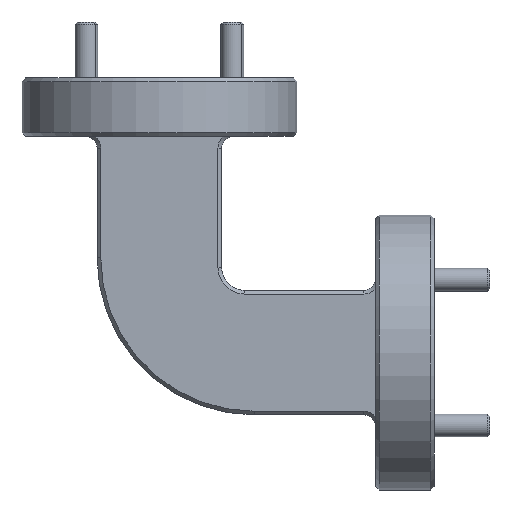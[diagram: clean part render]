
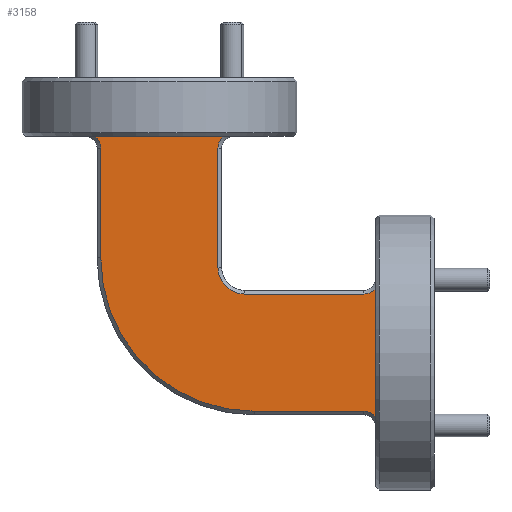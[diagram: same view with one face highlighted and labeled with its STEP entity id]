
A CAD part, front view. The second image highlights one B-rep face of the part: STEP entity #3158.
In plain terms, the highlighted planar face has unit normal (0, -1, 0).
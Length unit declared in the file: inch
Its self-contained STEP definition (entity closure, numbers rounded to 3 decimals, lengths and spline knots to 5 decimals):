
#87 = VERTEX_POINT ( 'NONE', #13607 ) ;
#123 = CARTESIAN_POINT ( 'NONE',  ( -0.92, -0.175, 0.59 ) ) ;
#390 = VECTOR ( 'NONE', #3577, 39.37008 ) ;
#1171 = DIRECTION ( 'NONE',  ( -1., 0., 0. ) ) ;
#1306 = AXIS2_PLACEMENT_3D ( 'NONE', #5533, #7645, #10301 ) ;
#1757 = LINE ( 'NONE', #3866, #3847 ) ;
#1947 = EDGE_CURVE ( 'NONE', #3702, #14484, #8556, .T. ) ;
#1983 = CARTESIAN_POINT ( 'NONE',  ( -0.59, -0.175, 0.558 ) ) ;
#2011 = VERTEX_POINT ( 'NONE', #2497 ) ;
#2270 = DIRECTION ( 'NONE',  ( 0., 1., 0. ) ) ;
#2326 = DIRECTION ( 'NONE',  ( -1., 0., 0. ) ) ;
#2482 = CARTESIAN_POINT ( 'NONE',  ( -0.16, -0.175, 0.17 ) ) ;
#2497 = CARTESIAN_POINT ( 'NONE',  ( -0.16, -0.175, -0.1748 ) ) ;
#2558 = VERTEX_POINT ( 'NONE', #8728 ) ;
#2678 = VERTEX_POINT ( 'NONE', #1983 ) ;
#2744 = VECTOR ( 'NONE', #11395, 39.37008 ) ;
#2795 = CIRCLE ( 'NONE', #9787, 0.042 ) ;
#2809 = DIRECTION ( 'NONE',  ( 1., 0., 0. ) ) ;
#2844 = CARTESIAN_POINT ( 'NONE',  ( -0.91, -0.175, 0.2585 ) ) ;
#2845 = CARTESIAN_POINT ( 'NONE',  ( -0.9248, -0.175, 0.59 ) ) ;
#2914 = AXIS2_PLACEMENT_3D ( 'NONE', #5954, #2270, #1171 ) ;
#3092 = VERTEX_POINT ( 'NONE', #11646 ) ;
#3158 = ADVANCED_FACE ( 'NONE', ( #14290 ), #9691, .F. ) ;
#3164 = ORIENTED_EDGE ( 'NONE', *, *, #14741, .T. ) ;
#3274 = DIRECTION ( 'NONE',  ( 0., -1., 0. ) ) ;
#3330 = ORIENTED_EDGE ( 'NONE', *, *, #4864, .T. ) ;
#3503 = CIRCLE ( 'NONE', #3728, 0.042 ) ;
#3577 = DIRECTION ( 'NONE',  ( -1., 0., 0. ) ) ;
#3651 = EDGE_CURVE ( 'NONE', #2558, #11411, #4765, .T. ) ;
#3702 = VERTEX_POINT ( 'NONE', #2844 ) ;
#3728 = AXIS2_PLACEMENT_3D ( 'NONE', #15433, #7167, #2326 ) ;
#3847 = VECTOR ( 'NONE', #12470, 39.37008 ) ;
#3866 = CARTESIAN_POINT ( 'NONE',  ( -0.59, -0.175, 0.75 ) ) ;
#3921 = CARTESIAN_POINT ( 'NONE',  ( -0.192, -0.175, 0.202 ) ) ;
#4134 = CARTESIAN_POINT ( 'NONE',  ( -0.16, -0.175, 0.1748 ) ) ;
#4137 = CIRCLE ( 'NONE', #7158, 0.042 ) ;
#4583 = DIRECTION ( 'NONE',  ( 0., 1., 0. ) ) ;
#4765 = LINE ( 'NONE', #123, #390 ) ;
#4820 = DIRECTION ( 'NONE',  ( -1., 0., 0. ) ) ;
#4864 = EDGE_CURVE ( 'NONE', #3092, #2678, #1757, .T. ) ;
#4890 = ORIENTED_EDGE ( 'NONE', *, *, #15116, .T. ) ;
#5027 = ORIENTED_EDGE ( 'NONE', *, *, #8437, .T. ) ;
#5263 = ORIENTED_EDGE ( 'NONE', *, *, #3651, .T. ) ;
#5533 = CARTESIAN_POINT ( 'NONE',  ( -0.5175, -0.175, 0.2325 ) ) ;
#5762 = LINE ( 'NONE', #10509, #10236 ) ;
#5918 = VERTEX_POINT ( 'NONE', #13826 ) ;
#5948 = CARTESIAN_POINT ( 'NONE',  ( -0.192, -0.175, -0.16 ) ) ;
#5954 = CARTESIAN_POINT ( 'NONE',  ( -0.75, -0.175, 0.75 ) ) ;
#6403 = LINE ( 'NONE', #7816, #2744 ) ;
#6546 = VERTEX_POINT ( 'NONE', #5948 ) ;
#6746 = CARTESIAN_POINT ( 'NONE',  ( -0.952, -0.175, 0.558 ) ) ;
#7025 = EDGE_CURVE ( 'NONE', #2678, #2558, #3503, .T. ) ;
#7158 = AXIS2_PLACEMENT_3D ( 'NONE', #6746, #13833, #11825 ) ;
#7167 = DIRECTION ( 'NONE',  ( 0., 1., 0. ) ) ;
#7393 = EDGE_LOOP ( 'NONE', ( #5263, #14666, #13230, #7876, #3164, #14533, #4890, #12471, #5027, #13318, #3330, #7597 ) ) ;
#7505 = CARTESIAN_POINT ( 'NONE',  ( -0.75, -0.175, -0.16 ) ) ;
#7597 = ORIENTED_EDGE ( 'NONE', *, *, #7025, .T. ) ;
#7645 = DIRECTION ( 'NONE',  ( 0., 1., 0. ) ) ;
#7816 = CARTESIAN_POINT ( 'NONE',  ( -0.91, -0.175, 0.75 ) ) ;
#7876 = ORIENTED_EDGE ( 'NONE', *, *, #1947, .T. ) ;
#8065 = DIRECTION ( 'NONE',  ( -1., 0., 0. ) ) ;
#8344 = CIRCLE ( 'NONE', #1306, 0.0725 ) ;
#8363 = CARTESIAN_POINT ( 'NONE',  ( -0.5175, -0.175, 0.16 ) ) ;
#8437 = EDGE_CURVE ( 'NONE', #87, #13711, #5762, .T. ) ;
#8556 = CIRCLE ( 'NONE', #15013, 0.4185 ) ;
#8712 = DIRECTION ( 'NONE',  ( 0., 1., 0. ) ) ;
#8728 = CARTESIAN_POINT ( 'NONE',  ( -0.5752, -0.175, 0.59 ) ) ;
#8817 = CIRCLE ( 'NONE', #12293, 0.042 ) ;
#8830 = EDGE_CURVE ( 'NONE', #5918, #3702, #6403, .T. ) ;
#9500 = VERTEX_POINT ( 'NONE', #4134 ) ;
#9691 = PLANE ( 'NONE',  #2914 ) ;
#9787 = AXIS2_PLACEMENT_3D ( 'NONE', #10510, #4583, #10669 ) ;
#9910 = EDGE_CURVE ( 'NONE', #13711, #3092, #8344, .T. ) ;
#10236 = VECTOR ( 'NONE', #15263, 39.37008 ) ;
#10301 = DIRECTION ( 'NONE',  ( -1., 0., 0. ) ) ;
#10410 = EDGE_CURVE ( 'NONE', #6546, #2011, #2795, .T. ) ;
#10509 = CARTESIAN_POINT ( 'NONE',  ( -0.75, -0.175, 0.16 ) ) ;
#10510 = CARTESIAN_POINT ( 'NONE',  ( -0.192, -0.175, -0.202 ) ) ;
#10669 = DIRECTION ( 'NONE',  ( -1., 0., 0. ) ) ;
#10904 = LINE ( 'NONE', #2482, #14619 ) ;
#11009 = LINE ( 'NONE', #7505, #13368 ) ;
#11395 = DIRECTION ( 'NONE',  ( 0., 0., -1. ) ) ;
#11401 = CARTESIAN_POINT ( 'NONE',  ( -0.4915, -0.175, 0.2585 ) ) ;
#11411 = VERTEX_POINT ( 'NONE', #2845 ) ;
#11580 = CARTESIAN_POINT ( 'NONE',  ( -0.4915, -0.175, -0.16 ) ) ;
#11646 = CARTESIAN_POINT ( 'NONE',  ( -0.59, -0.175, 0.2325 ) ) ;
#11798 = EDGE_CURVE ( 'NONE', #9500, #87, #8817, .T. ) ;
#11825 = DIRECTION ( 'NONE',  ( -1., 0., 0. ) ) ;
#12293 = AXIS2_PLACEMENT_3D ( 'NONE', #3921, #8712, #4820 ) ;
#12470 = DIRECTION ( 'NONE',  ( 0., 0., 1. ) ) ;
#12471 = ORIENTED_EDGE ( 'NONE', *, *, #11798, .T. ) ;
#13230 = ORIENTED_EDGE ( 'NONE', *, *, #8830, .T. ) ;
#13318 = ORIENTED_EDGE ( 'NONE', *, *, #9910, .T. ) ;
#13368 = VECTOR ( 'NONE', #2809, 39.37008 ) ;
#13607 = CARTESIAN_POINT ( 'NONE',  ( -0.192, -0.175, 0.16 ) ) ;
#13711 = VERTEX_POINT ( 'NONE', #8363 ) ;
#13826 = CARTESIAN_POINT ( 'NONE',  ( -0.91, -0.175, 0.558 ) ) ;
#13833 = DIRECTION ( 'NONE',  ( 0., 1., 0. ) ) ;
#14290 = FACE_OUTER_BOUND ( 'NONE', #7393, .T. ) ;
#14484 = VERTEX_POINT ( 'NONE', #11580 ) ;
#14492 = DIRECTION ( 'NONE',  ( 0., 0., 1. ) ) ;
#14531 = EDGE_CURVE ( 'NONE', #11411, #5918, #4137, .T. ) ;
#14533 = ORIENTED_EDGE ( 'NONE', *, *, #10410, .T. ) ;
#14619 = VECTOR ( 'NONE', #14492, 39.37008 ) ;
#14666 = ORIENTED_EDGE ( 'NONE', *, *, #14531, .T. ) ;
#14741 = EDGE_CURVE ( 'NONE', #14484, #6546, #11009, .T. ) ;
#15013 = AXIS2_PLACEMENT_3D ( 'NONE', #11401, #3274, #8065 ) ;
#15116 = EDGE_CURVE ( 'NONE', #2011, #9500, #10904, .T. ) ;
#15263 = DIRECTION ( 'NONE',  ( -1., 0., 0. ) ) ;
#15433 = CARTESIAN_POINT ( 'NONE',  ( -0.548, -0.175, 0.558 ) ) ;
